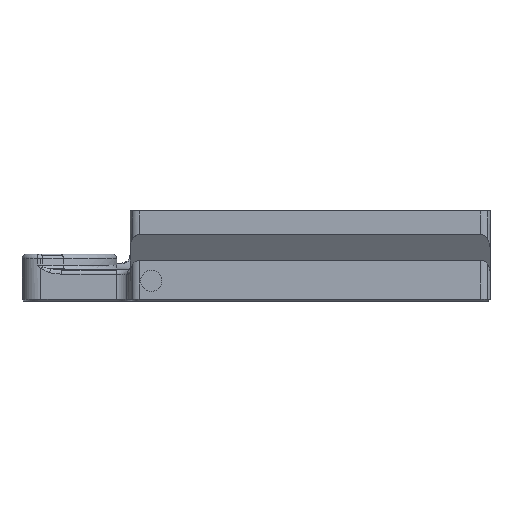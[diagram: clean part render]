
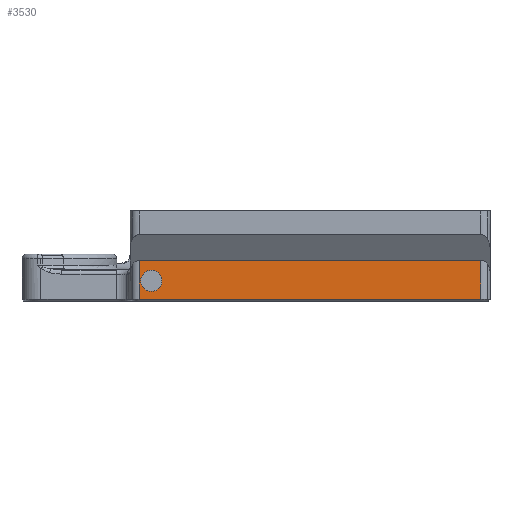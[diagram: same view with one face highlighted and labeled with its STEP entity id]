
A CAD part, front view. The second image highlights one B-rep face of the part: STEP entity #3530.
In plain terms, the highlighted planar face has unit normal (0, -1, 0).
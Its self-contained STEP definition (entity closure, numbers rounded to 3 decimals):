
#113 = LINE ( 'NONE', #4279, #1836 ) ;
#162 = FACE_BOUND ( 'NONE', #9294, .T. ) ;
#225 = EDGE_LOOP ( 'NONE', ( #9964, #4867, #7158, #5657 ) ) ;
#234 = DIRECTION ( 'NONE',  ( 1., 0., 0. ) ) ;
#453 = DIRECTION ( 'NONE',  ( 0., 0., -1. ) ) ;
#957 = AXIS2_PLACEMENT_3D ( 'NONE', #2459, #13303, #12054 ) ;
#1003 = EDGE_CURVE ( 'NONE', #11005, #11130, #12135, .T. ) ;
#1801 = CARTESIAN_POINT ( 'NONE',  ( -77.7, 4., 0.4 ) ) ;
#1836 = VECTOR ( 'NONE', #10682, 1000. ) ;
#2328 = DIRECTION ( 'NONE',  ( 0., 0., 1. ) ) ;
#2459 = CARTESIAN_POINT ( 'NONE',  ( -75., 4., 4.5 ) ) ;
#2791 = CARTESIAN_POINT ( 'NONE',  ( -2., 4., 14.5 ) ) ;
#3357 = CARTESIAN_POINT ( 'NONE',  ( -25., 4., 9. ) ) ;
#3378 = CARTESIAN_POINT ( 'NONE',  ( -77.35, 4., 4.5 ) ) ;
#3422 = CARTESIAN_POINT ( 'NONE',  ( -2., 4., 0.4 ) ) ;
#3530 = ADVANCED_FACE ( 'NONE', ( #162, #4396 ), #12897, .F. ) ;
#3580 = LINE ( 'NONE', #11161, #7283 ) ;
#3590 = EDGE_CURVE ( 'NONE', #11130, #11005, #9820, .T. ) ;
#4279 = CARTESIAN_POINT ( 'NONE',  ( -25., 4., 9. ) ) ;
#4396 = FACE_OUTER_BOUND ( 'NONE', #225, .T. ) ;
#4867 = ORIENTED_EDGE ( 'NONE', *, *, #7638, .F. ) ;
#4879 = CARTESIAN_POINT ( 'NONE',  ( -75., 4., 4.5 ) ) ;
#5657 = ORIENTED_EDGE ( 'NONE', *, *, #8208, .T. ) ;
#5979 = VECTOR ( 'NONE', #234, 1000. ) ;
#6561 = ORIENTED_EDGE ( 'NONE', *, *, #1003, .F. ) ;
#6841 = CARTESIAN_POINT ( 'NONE',  ( -45.25, 4., 0.4 ) ) ;
#6903 = CARTESIAN_POINT ( 'NONE',  ( -77.7, 4., 9. ) ) ;
#7158 = ORIENTED_EDGE ( 'NONE', *, *, #10954, .T. ) ;
#7283 = VECTOR ( 'NONE', #453, 1000. ) ;
#7287 = VERTEX_POINT ( 'NONE', #6903 ) ;
#7472 = AXIS2_PLACEMENT_3D ( 'NONE', #4879, #9118, #12131 ) ;
#7638 = EDGE_CURVE ( 'NONE', #9823, #8878, #13435, .T. ) ;
#8208 = EDGE_CURVE ( 'NONE', #7287, #10432, #3580, .T. ) ;
#8543 = ORIENTED_EDGE ( 'NONE', *, *, #3590, .F. ) ;
#8800 = VECTOR ( 'NONE', #9173, 1000. ) ;
#8878 = VERTEX_POINT ( 'NONE', #3422 ) ;
#9118 = DIRECTION ( 'NONE',  ( 0., -1., 0. ) ) ;
#9173 = DIRECTION ( 'NONE',  ( 0., 0., -1. ) ) ;
#9294 = EDGE_LOOP ( 'NONE', ( #8543, #6561 ) ) ;
#9546 = CARTESIAN_POINT ( 'NONE',  ( -2., 4., 9. ) ) ;
#9820 = CIRCLE ( 'NONE', #957, 2.35 ) ;
#9823 = VERTEX_POINT ( 'NONE', #9546 ) ;
#9964 = ORIENTED_EDGE ( 'NONE', *, *, #13433, .T. ) ;
#10432 = VERTEX_POINT ( 'NONE', #1801 ) ;
#10682 = DIRECTION ( 'NONE',  ( -1., 0., 0. ) ) ;
#10954 = EDGE_CURVE ( 'NONE', #9823, #7287, #113, .T. ) ;
#11005 = VERTEX_POINT ( 'NONE', #3378 ) ;
#11130 = VERTEX_POINT ( 'NONE', #13443 ) ;
#11159 = AXIS2_PLACEMENT_3D ( 'NONE', #3357, #11853, #2328 ) ;
#11161 = CARTESIAN_POINT ( 'NONE',  ( -77.7, 4., 4.5 ) ) ;
#11853 = DIRECTION ( 'NONE',  ( 0., 1., 0. ) ) ;
#11863 = LINE ( 'NONE', #6841, #5979 ) ;
#12054 = DIRECTION ( 'NONE',  ( 0., 0., -1. ) ) ;
#12131 = DIRECTION ( 'NONE',  ( 0., 0., -1. ) ) ;
#12135 = CIRCLE ( 'NONE', #7472, 2.35 ) ;
#12897 = PLANE ( 'NONE',  #11159 ) ;
#13303 = DIRECTION ( 'NONE',  ( 0., -1., 0. ) ) ;
#13433 = EDGE_CURVE ( 'NONE', #10432, #8878, #11863, .T. ) ;
#13435 = LINE ( 'NONE', #2791, #8800 ) ;
#13443 = CARTESIAN_POINT ( 'NONE',  ( -72.65, 4., 4.5 ) ) ;
